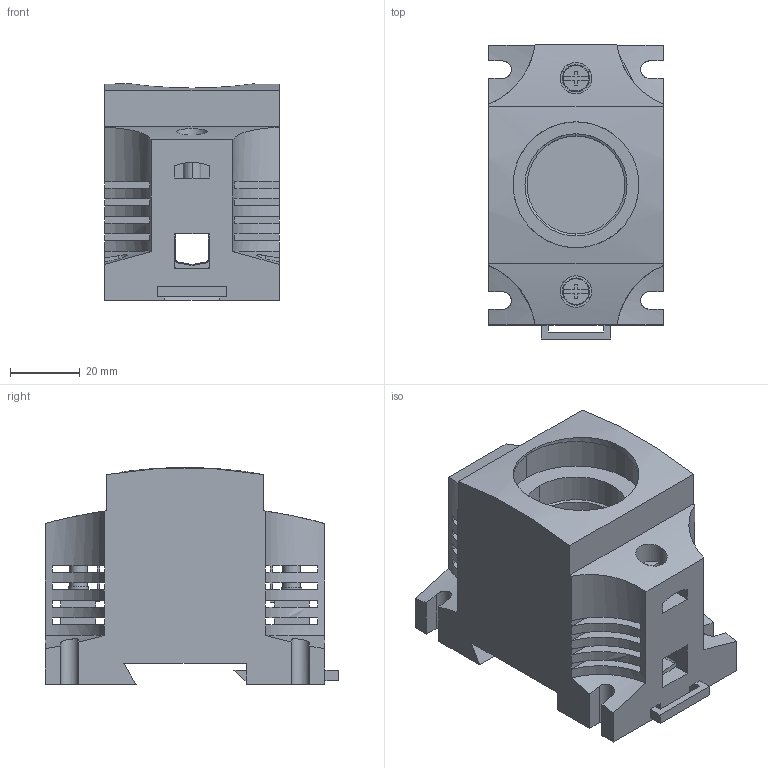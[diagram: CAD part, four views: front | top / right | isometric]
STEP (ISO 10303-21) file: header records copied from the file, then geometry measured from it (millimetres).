
FILE_DESCRIPTION(('STEP AP214'),'1');
FILE_NAME('cctmp_1D5F3080-2A3B-408B-9CD1-E720222654DB_2023_07_21_23_23_38_0343..stp','2023-07-21T21:23:39',('SIEMENS A&D'),('CADClick - www.CADClick.com'),'Spatial InterOp 3D postprocessed',' ','unknown authorization');
FILE_SCHEMA(('AUTOMOTIVE_DESIGN'));
Length unit declared in the file: millimetre
Products named in the file (1): 2023_07_21_23_23_38_0310
Bounding box: 50 x 84 x 62 mm (x, y, z)
Volume: 138699.1 mm3; surface area: 41284 mm2
Topology: 1 solids, 3 shells, 454 faces, 1355 edges, 905 vertices
Faces by surface type: plane 336, cylinder 79, extrusion 25, cone 14
Full cylindrical faces by diameter (mm): 9 x2
Entity records: 17947 total; most frequent: CARTESIAN_POINT 4539, ORIENTED_EDGE 2694, DIRECTION 2188, EDGE_CURVE 1347, VERTEX_POINT 903, VECTOR 866, LINE 841, AXIS2_PLACEMENT_3D 661
